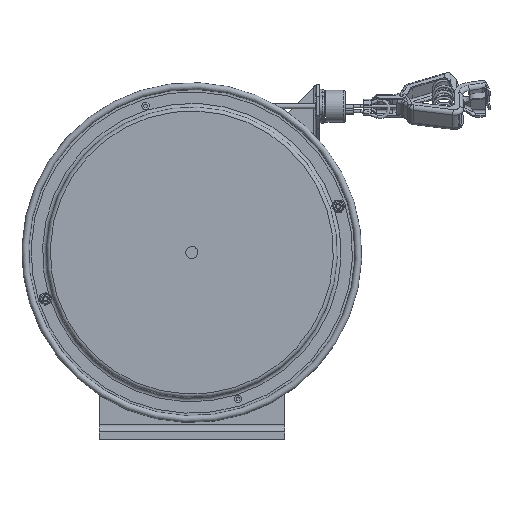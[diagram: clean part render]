
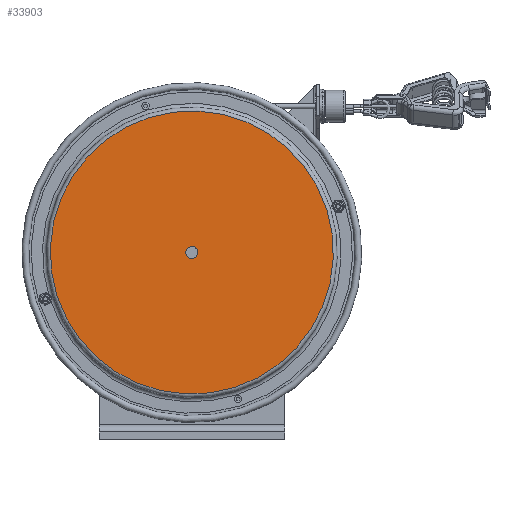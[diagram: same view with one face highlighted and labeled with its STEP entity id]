
A CAD part, top view. The second image highlights one B-rep face of the part: STEP entity #33903.
In plain terms, the highlighted planar face has unit normal (0, 0, 1).
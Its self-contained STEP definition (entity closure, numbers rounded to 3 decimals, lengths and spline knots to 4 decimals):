
#2155=FACE_BOUND('',#6107,.T.);
#2989=CIRCLE('',#36451,0.195);
#2991=CIRCLE('',#36454,4.58);
#2992=CIRCLE('',#36455,4.58);
#4422=FACE_OUTER_BOUND('',#6106,.T.);
#6106=EDGE_LOOP('',(#24383,#24384));
#6107=EDGE_LOOP('',(#24385));
#13849=VERTEX_POINT('',#50787);
#13851=VERTEX_POINT('',#50793);
#13852=VERTEX_POINT('',#50794);
#18095=EDGE_CURVE('',#13849,#13849,#2989,.T.);
#18098=EDGE_CURVE('',#13851,#13852,#2991,.T.);
#18099=EDGE_CURVE('',#13852,#13851,#2992,.T.);
#24383=ORIENTED_EDGE('',*,*,#18098,.T.);
#24384=ORIENTED_EDGE('',*,*,#18099,.T.);
#24385=ORIENTED_EDGE('',*,*,#18095,.T.);
#31363=PLANE('',#36457);
#33903=ADVANCED_FACE('',(#4422,#2155),#31363,.T.);
#36451=AXIS2_PLACEMENT_3D('',#50788,#40883,#40884);
#36454=AXIS2_PLACEMENT_3D('',#50795,#40890,#40891);
#36455=AXIS2_PLACEMENT_3D('',#50796,#40892,#40893);
#36457=AXIS2_PLACEMENT_3D('',#50798,#40896,#40897);
#40883=DIRECTION('center_axis',(0.,0.,
-1.));
#40884=DIRECTION('ref_axis',(-0.301,0.954,0.));
#40890=DIRECTION('center_axis',(0.,0.,
1.));
#40891=DIRECTION('ref_axis',(0.301,-0.954,0.));
#40892=DIRECTION('center_axis',(0.,0.,
1.));
#40893=DIRECTION('ref_axis',(0.301,-0.954,0.));
#40896=DIRECTION('center_axis',(0.,0.,
1.));
#40897=DIRECTION('ref_axis',(-0.954,-0.301,0.));
#50787=CARTESIAN_POINT('',(0.0587,-0.186,3.1374));
#50788=CARTESIAN_POINT('Origin',(0.,0.,
3.1374));
#50793=CARTESIAN_POINT('',(1.3788,-4.3675,3.1374));
#50794=CARTESIAN_POINT('',(4.3675,1.3788,3.1374));
#50795=CARTESIAN_POINT('Origin',(0.,0.,
3.1374));
#50796=CARTESIAN_POINT('Origin',(0.,0.,
3.1374));
#50798=CARTESIAN_POINT('Origin',(0.6894,-2.1838,3.1374));
